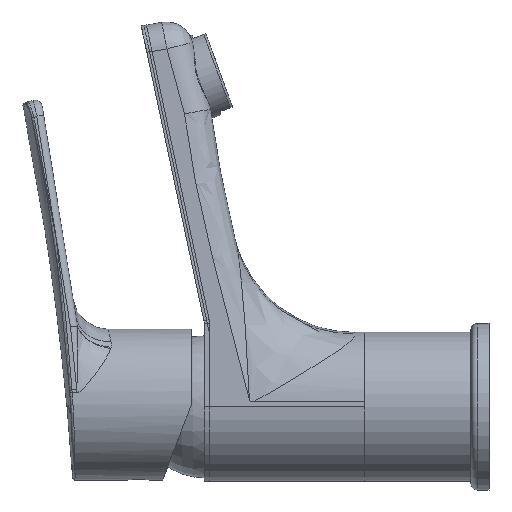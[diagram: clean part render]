
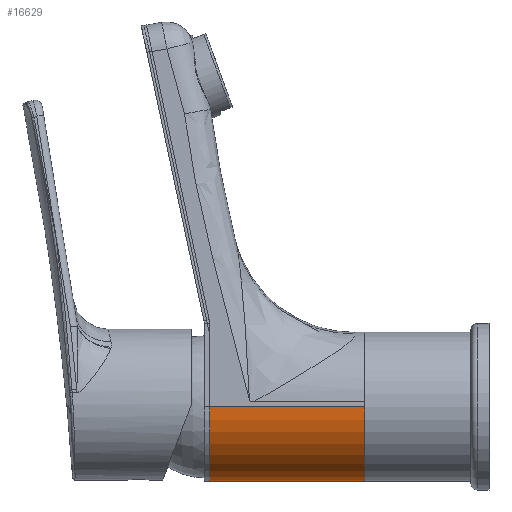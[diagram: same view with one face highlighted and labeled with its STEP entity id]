
A CAD part, left-side view. The second image highlights one B-rep face of the part: STEP entity #16629.
In plain terms, the highlighted cylindrical face has radius 21 mm (diameter 42 mm), a partial arc.
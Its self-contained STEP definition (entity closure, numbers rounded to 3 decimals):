
#2961 = ORIENTED_EDGE ( 'NONE', *, *, #37898, .F. ) ;
#5248 = DIRECTION ( 'NONE',  ( 0., 1., 0. ) ) ;
#6522 = VERTEX_POINT ( 'NONE', #8514 ) ;
#6782 = VECTOR ( 'NONE', #35304, 1000. ) ;
#8514 = CARTESIAN_POINT ( 'NONE',  ( -21., 71.213, 0.009 ) ) ;
#8699 = ORIENTED_EDGE ( 'NONE', *, *, #8858, .F. ) ;
#8858 = EDGE_CURVE ( 'NONE', #6522, #37226, #31349, .T. ) ;
#9618 = CARTESIAN_POINT ( 'NONE',  ( 0., 5.482, 0. ) ) ;
#10171 = DIRECTION ( 'NONE',  ( 1., 0., 0. ) ) ;
#12510 = CARTESIAN_POINT ( 'NONE',  ( 21., 27.413, 0.009 ) ) ;
#12899 = VECTOR ( 'NONE', #30280, 1000. ) ;
#15329 = CARTESIAN_POINT ( 'NONE',  ( -21., 118.063, 0.009 ) ) ;
#16629 = ADVANCED_FACE ( 'NONE', ( #44040 ), #39451, .T. ) ;
#16964 = EDGE_CURVE ( 'NONE', #45721, #6522, #25465, .T. ) ;
#18601 = EDGE_LOOP ( 'NONE', ( #2961, #51030, #8699, #25541 ) ) ;
#18830 = CARTESIAN_POINT ( 'NONE',  ( 0., 27.413, 0. ) ) ;
#19146 = DIRECTION ( 'NONE',  ( 0., 1., 0. ) ) ;
#20116 = DIRECTION ( 'NONE',  ( 1., 0., 0. ) ) ;
#20474 = AXIS2_PLACEMENT_3D ( 'NONE', #9618, #64035, #39115 ) ;
#20572 = EDGE_CURVE ( 'NONE', #31328, #37226, #34699, .T. ) ;
#22322 = AXIS2_PLACEMENT_3D ( 'NONE', #34736, #5248, #10171 ) ;
#25465 = CIRCLE ( 'NONE', #22322, 21. ) ;
#25541 = ORIENTED_EDGE ( 'NONE', *, *, #16964, .F. ) ;
#30280 = DIRECTION ( 'NONE',  ( 0., 1., 0. ) ) ;
#31328 = VERTEX_POINT ( 'NONE', #12510 ) ;
#31349 = LINE ( 'NONE', #15329, #6782 ) ;
#34699 = CIRCLE ( 'NONE', #43066, 21. ) ;
#34736 = CARTESIAN_POINT ( 'NONE',  ( 0., 71.213, 0. ) ) ;
#35201 = CARTESIAN_POINT ( 'NONE',  ( 21., 118.063, 0.009 ) ) ;
#35304 = DIRECTION ( 'NONE',  ( 0., -1., 0. ) ) ;
#37226 = VERTEX_POINT ( 'NONE', #57359 ) ;
#37898 = EDGE_CURVE ( 'NONE', #31328, #45721, #45033, .T. ) ;
#39115 = DIRECTION ( 'NONE',  ( -1., 0., 0. ) ) ;
#39451 = CYLINDRICAL_SURFACE ( 'NONE', #20474, 21. ) ;
#43066 = AXIS2_PLACEMENT_3D ( 'NONE', #18830, #19146, #20116 ) ;
#44040 = FACE_OUTER_BOUND ( 'NONE', #18601, .T. ) ;
#45033 = LINE ( 'NONE', #35201, #12899 ) ;
#45721 = VERTEX_POINT ( 'NONE', #56368 ) ;
#51030 = ORIENTED_EDGE ( 'NONE', *, *, #20572, .T. ) ;
#56368 = CARTESIAN_POINT ( 'NONE',  ( 21., 71.213, 0.009 ) ) ;
#57359 = CARTESIAN_POINT ( 'NONE',  ( -21., 27.413, 0.009 ) ) ;
#64035 = DIRECTION ( 'NONE',  ( 0., 1., 0. ) ) ;
